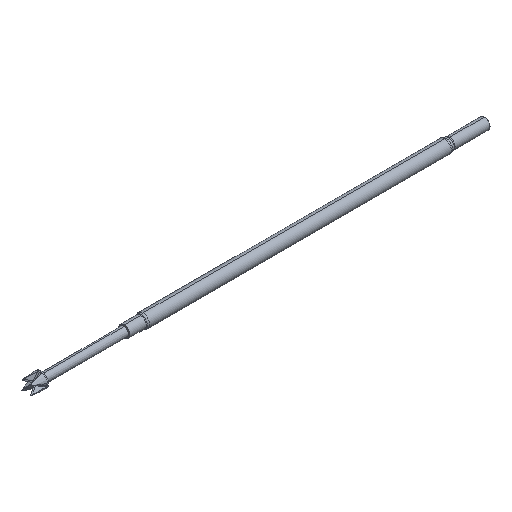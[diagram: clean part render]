
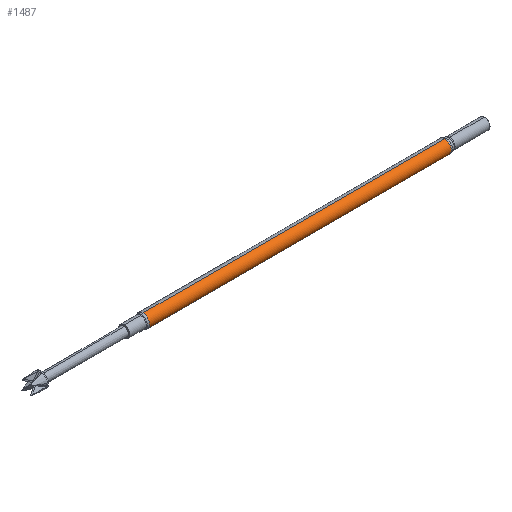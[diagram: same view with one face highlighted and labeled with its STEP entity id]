
A CAD part, isometric view. The second image highlights one B-rep face of the part: STEP entity #1487.
In plain terms, the highlighted cylindrical face has radius 0.51 mm (diameter 1.021 mm), a partial arc.
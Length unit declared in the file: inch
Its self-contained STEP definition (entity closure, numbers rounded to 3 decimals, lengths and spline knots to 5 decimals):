
#101 = EDGE_CURVE ( 'NONE', #1226, #1358, #2327, .T. ) ;
#575 = CARTESIAN_POINT ( 'NONE',  ( 1.1655, 0., 0. ) ) ;
#657 = AXIS2_PLACEMENT_3D ( 'NONE', #7953, #6123, #4253 ) ;
#899 = CIRCLE ( 'NONE', #657, 0.0201 ) ;
#944 = ORIENTED_EDGE ( 'NONE', *, *, #101, .F. ) ;
#961 = AXIS2_PLACEMENT_3D ( 'NONE', #575, #3076, #7458 ) ;
#1170 = CARTESIAN_POINT ( 'NONE',  ( 0.05786, 0., 0. ) ) ;
#1226 = VERTEX_POINT ( 'NONE', #2330 ) ;
#1342 = VECTOR ( 'NONE', #3196, 39.37008 ) ;
#1358 = VERTEX_POINT ( 'NONE', #6723 ) ;
#1487 = ADVANCED_FACE ( 'NONE', ( #5136 ), #8085, .T. ) ;
#1725 = VECTOR ( 'NONE', #8152, 39.37008 ) ;
#2327 = LINE ( 'NONE', #7656, #1342 ) ;
#2330 = CARTESIAN_POINT ( 'NONE',  ( 0.05786, 0., 0.0201 ) ) ;
#2818 = VERTEX_POINT ( 'NONE', #6692 ) ;
#3017 = DIRECTION ( 'NONE',  ( 1., 0., 0. ) ) ;
#3076 = DIRECTION ( 'NONE',  ( 1., 0., 0. ) ) ;
#3196 = DIRECTION ( 'NONE',  ( 1., 0., 0. ) ) ;
#3374 = CIRCLE ( 'NONE', #7159, 0.0201 ) ;
#3633 = ORIENTED_EDGE ( 'NONE', *, *, #7725, .T. ) ;
#4253 = DIRECTION ( 'NONE',  ( 0., 0., -1. ) ) ;
#4396 = VERTEX_POINT ( 'NONE', #6669 ) ;
#4479 = EDGE_LOOP ( 'NONE', ( #944, #3633, #5970, #5265 ) ) ;
#4831 = DIRECTION ( 'NONE',  ( 0., 0., -1. ) ) ;
#5136 = FACE_OUTER_BOUND ( 'NONE', #4479, .T. ) ;
#5212 = EDGE_CURVE ( 'NONE', #2818, #4396, #5255, .T. ) ;
#5255 = LINE ( 'NONE', #8078, #1725 ) ;
#5265 = ORIENTED_EDGE ( 'NONE', *, *, #7956, .F. ) ;
#5970 = ORIENTED_EDGE ( 'NONE', *, *, #5212, .T. ) ;
#6123 = DIRECTION ( 'NONE',  ( 1., 0., 0. ) ) ;
#6669 = CARTESIAN_POINT ( 'NONE',  ( 0.986, 0., -0.0201 ) ) ;
#6692 = CARTESIAN_POINT ( 'NONE',  ( 0.05786, 0., -0.0201 ) ) ;
#6723 = CARTESIAN_POINT ( 'NONE',  ( 0.986, 0., 0.0201 ) ) ;
#7159 = AXIS2_PLACEMENT_3D ( 'NONE', #1170, #3017, #4831 ) ;
#7458 = DIRECTION ( 'NONE',  ( 0., 0., -1. ) ) ;
#7656 = CARTESIAN_POINT ( 'NONE',  ( 1.1655, 0., 0.0201 ) ) ;
#7725 = EDGE_CURVE ( 'NONE', #1226, #2818, #3374, .T. ) ;
#7953 = CARTESIAN_POINT ( 'NONE',  ( 0.986, 0., 0. ) ) ;
#7956 = EDGE_CURVE ( 'NONE', #1358, #4396, #899, .T. ) ;
#8078 = CARTESIAN_POINT ( 'NONE',  ( 1.1655, 0., -0.0201 ) ) ;
#8085 = CYLINDRICAL_SURFACE ( 'NONE', #961, 0.0201 ) ;
#8152 = DIRECTION ( 'NONE',  ( 1., 0., 0. ) ) ;
